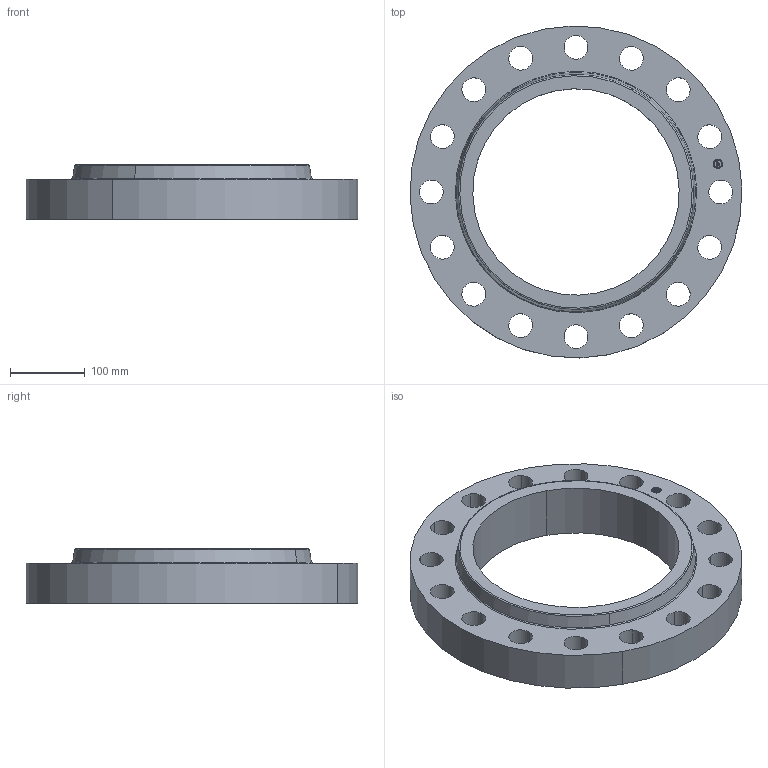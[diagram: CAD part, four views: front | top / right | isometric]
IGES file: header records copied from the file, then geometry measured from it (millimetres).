
Start section: START RECORD GO HERE.
Global section: file name: 10-400-SLIP-ON-FF-FLANGE.igs; native system: DASSAULT SYSTEMES CATIA V5 R20 - www.3ds.com; preprocessor: CATIA Version 5 Release 20 SP 6 ; author: Texas Flange; organization: ; date: 20130127.034931; units: inch
Bounding box: 444.38 x 444.38 x 73.15 mm (x, y, z)
Volume: 4811193.6 mm3; surface area: 405045.7 mm2
Topology: 1 solids, 1 shells, 430 faces, 1226 edges, 816 vertices
Faces by surface type: plane 368, revolution 62
